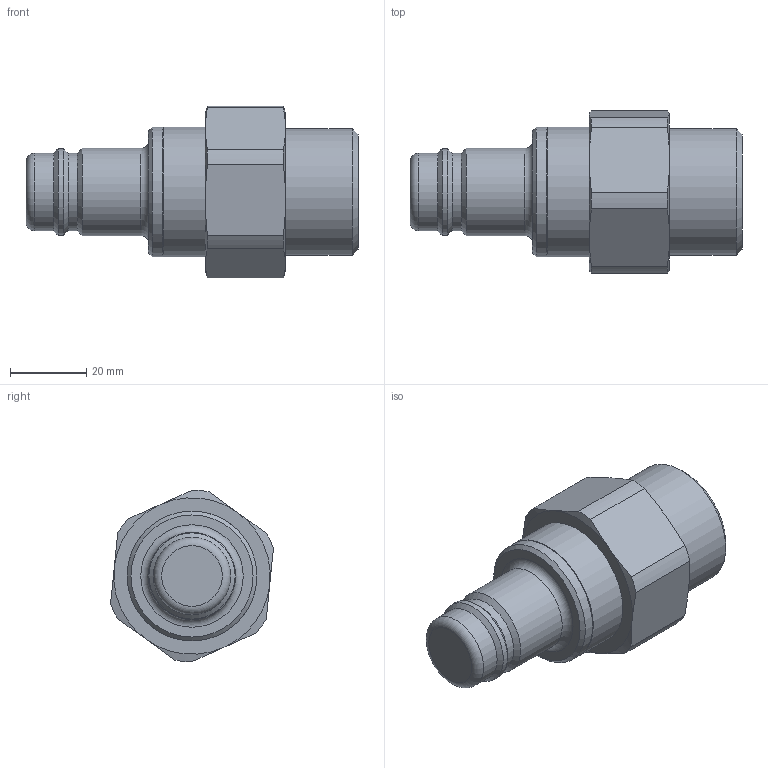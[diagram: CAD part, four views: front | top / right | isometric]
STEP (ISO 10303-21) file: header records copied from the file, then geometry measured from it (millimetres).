
FILE_DESCRIPTION((''),'2;1');
FILE_NAME('38sbaw33mpn.stp','2014-08-04T08:57:59',('IA176480'),(''),'Autodesk Inventor 2013','Autodesk Inventor 2013','');
FILE_SCHEMA(('AUTOMOTIVE_DESIGN { 1 0 10303 214 1 1 1 1 }'));
Length unit declared in the file: millimetre
Products named in the file (1): D111279
Bounding box: 87 x 42.68 x 45 mm (x, y, z)
Volume: 71492.6 mm3; surface area: 13181.3 mm2
Topology: 1 solids, 4 shells, 62 faces, 127 edges, 76 vertices
Faces by surface type: cone 21, cylinder 20, plane 17, torus 4
Full cylindrical faces by diameter (mm): 18.935 x1, 19.3 x1, 20.3 x2, 22.6 x1, 22.85 x1, 25.657 x1, 28.5 x2, 28.95 x2, 33.249 x1, 34 x2
Entity records: 1534 total; most frequent: CARTESIAN_POINT 279, DIRECTION 258, ORIENTED_EDGE 192, AXIS2_PLACEMENT_3D 123, EDGE_LOOP 98, EDGE_CURVE 96, VERTEX_POINT 72, FACE_OUTER_BOUND 62
